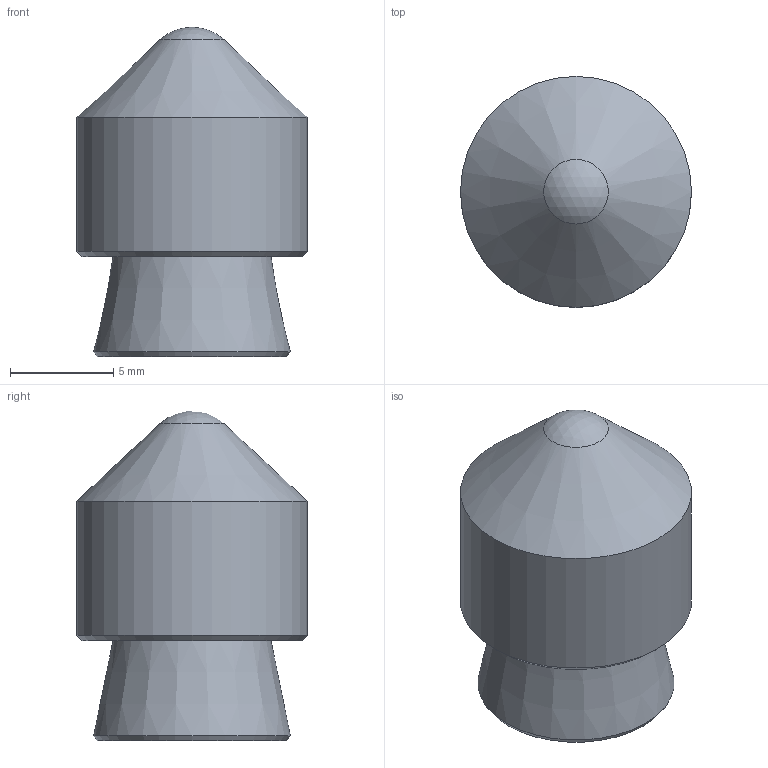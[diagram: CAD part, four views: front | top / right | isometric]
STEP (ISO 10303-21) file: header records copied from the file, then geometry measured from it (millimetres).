
FILE_DESCRIPTION(/* description */ ('BAT, CONICAL, FOR NKK SxAL SWITCH'),/* implementation_level */ '2;1');
FILE_NAME(/* name */ 'OHC0001-20_BAT, CONICAL, FOR NKK SxAL SWITCH_-_V5.step',/* time_stamp */ '2023-05-31T20:06:31-05:00',/* author */ (''),/* organization */ (''),/* preprocessor_version */ 'ST-DEVELOPER v19.2',/* originating_system */ 'Autodesk Translation Framework v12.4.0.73',/* authorisation */ '');
FILE_SCHEMA (('AUTOMOTIVE_DESIGN { 1 0 10303 214 3 1 1 }'));
Length unit declared in the file: inch
Products named in the file (1): OHC0001-20
Bounding box: 11.18 x 11.18 x 15.94 mm (x, y, z)
Volume: 735.3 mm3; surface area: 844.3 mm2
Topology: 1 solids, 1 shells, 12 faces, 22 edges, 14 vertices
Faces by surface type: cone 5, plane 3, cylinder 3, sphere 1
Full cylindrical faces by diameter (mm): 6.283 x1, 7 x1, 11.176 x1
Entity records: 340 total; most frequent: DIRECTION 60, CARTESIAN_POINT 48, ORIENTED_EDGE 42, AXIS2_PLACEMENT_3D 26, EDGE_CURVE 21, EDGE_LOOP 15, VERTEX_POINT 14, CIRCLE 13
